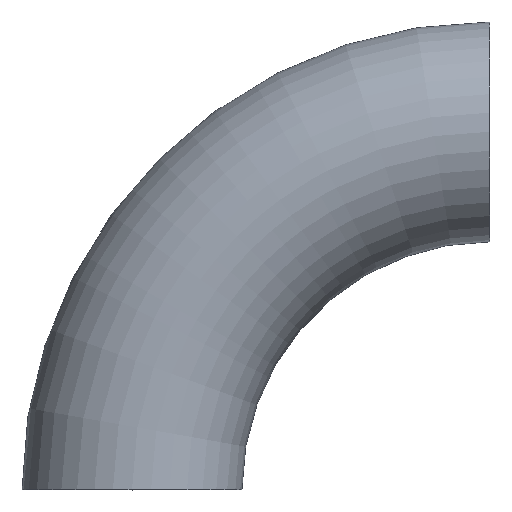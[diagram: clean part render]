
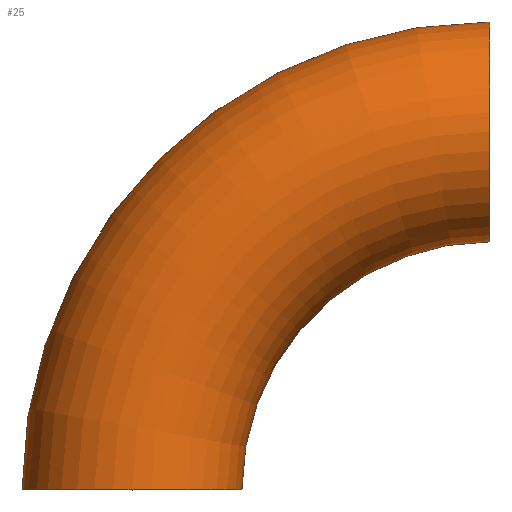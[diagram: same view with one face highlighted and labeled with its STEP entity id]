
A CAD part, top view. The second image highlights one B-rep face of the part: STEP entity #25.
In plain terms, the highlighted toroidal (fillet/blend) face has major radius 28 mm and minor radius 8.6 mm.
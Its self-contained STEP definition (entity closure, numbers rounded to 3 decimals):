
#15 = DIRECTION ( 'NONE',  ( 0., 0., 1. ) ) ;
#17 = AXIS2_PLACEMENT_3D ( 'NONE', #158, #103, #247 ) ;
#18 = CARTESIAN_POINT ( 'NONE',  ( 28., 0., 0. ) ) ;
#22 = FACE_OUTER_BOUND ( 'NONE', #236, .T. ) ;
#25 = ADVANCED_FACE ( 'NONE', ( #22 ), #196, .T. ) ;
#34 = DIRECTION ( 'NONE',  ( 1., 0., 0. ) ) ;
#41 = VERTEX_POINT ( 'NONE', #49 ) ;
#49 = CARTESIAN_POINT ( 'NONE',  ( 8.6, 0., 0. ) ) ;
#51 = CIRCLE ( 'NONE', #151, 8.6 ) ;
#52 = ORIENTED_EDGE ( 'NONE', *, *, #193, .T. ) ;
#53 = CARTESIAN_POINT ( 'NONE',  ( -8.6, 0., 0. ) ) ;
#54 = DIRECTION ( 'NONE',  ( 0., 0., 1. ) ) ;
#55 = CIRCLE ( 'NONE', #155, 36.6 ) ;
#58 = DIRECTION ( 'NONE',  ( 0., 1., 0. ) ) ;
#74 = CARTESIAN_POINT ( 'NONE',  ( 28., 0., 0. ) ) ;
#84 = ORIENTED_EDGE ( 'NONE', *, *, #213, .F. ) ;
#100 = AXIS2_PLACEMENT_3D ( 'NONE', #144, #58, #129 ) ;
#103 = DIRECTION ( 'NONE',  ( 0., 0., 1. ) ) ;
#119 = VERTEX_POINT ( 'NONE', #53 ) ;
#122 = VERTEX_POINT ( 'NONE', #143 ) ;
#129 = DIRECTION ( 'NONE',  ( 0., 0., 1. ) ) ;
#139 = AXIS2_PLACEMENT_3D ( 'NONE', #74, #54, #252 ) ;
#142 = VERTEX_POINT ( 'NONE', #244 ) ;
#143 = CARTESIAN_POINT ( 'NONE',  ( 28., 36.6, 0. ) ) ;
#144 = CARTESIAN_POINT ( 'NONE',  ( 0., 0., 0. ) ) ;
#145 = CIRCLE ( 'NONE', #100, 8.6 ) ;
#151 = AXIS2_PLACEMENT_3D ( 'NONE', #226, #164, #203 ) ;
#155 = AXIS2_PLACEMENT_3D ( 'NONE', #18, #15, #34 ) ;
#158 = CARTESIAN_POINT ( 'NONE',  ( 28., 0., 0. ) ) ;
#159 = EDGE_CURVE ( 'NONE', #142, #41, #210, .T. ) ;
#164 = DIRECTION ( 'NONE',  ( 1., 0., 0. ) ) ;
#193 = EDGE_CURVE ( 'NONE', #122, #119, #55, .T. ) ;
#196 = TOROIDAL_SURFACE ( 'NONE', #17, 28., 8.6 ) ;
#200 = ORIENTED_EDGE ( 'NONE', *, *, #201, .T. ) ;
#201 = EDGE_CURVE ( 'NONE', #119, #41, #145, .T. ) ;
#203 = DIRECTION ( 'NONE',  ( 0., 0., 1. ) ) ;
#210 = CIRCLE ( 'NONE', #139, 19.4 ) ;
#213 = EDGE_CURVE ( 'NONE', #122, #142, #51, .T. ) ;
#226 = CARTESIAN_POINT ( 'NONE',  ( 28., 28., 0. ) ) ;
#236 = EDGE_LOOP ( 'NONE', ( #84, #52, #200, #249 ) ) ;
#244 = CARTESIAN_POINT ( 'NONE',  ( 28., 19.4, 0. ) ) ;
#247 = DIRECTION ( 'NONE',  ( 1., 0., 0. ) ) ;
#249 = ORIENTED_EDGE ( 'NONE', *, *, #159, .F. ) ;
#252 = DIRECTION ( 'NONE',  ( 1., 0., 0. ) ) ;
